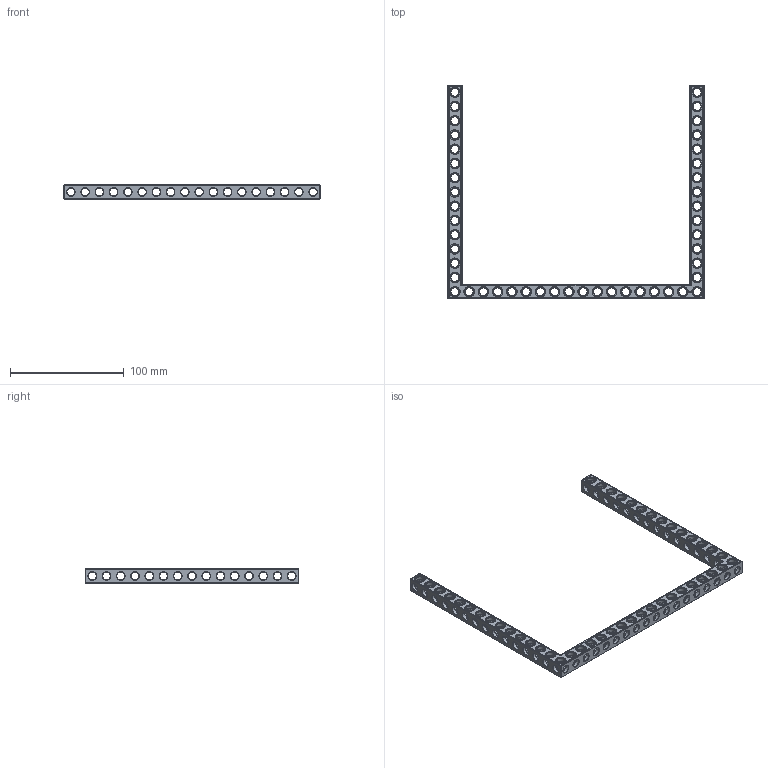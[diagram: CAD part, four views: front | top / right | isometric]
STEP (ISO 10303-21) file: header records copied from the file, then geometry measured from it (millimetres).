
FILE_DESCRIPTION(('FreeCAD Model'),'2;1');
FILE_NAME('Open CASCADE Shape Model','2022-03-06T23:02:38',('Author'),( ''),'Open CASCADE STEP processor 7.5','FreeCAD','Unknown');
FILE_SCHEMA(('AUTOMOTIVE_DESIGN { 1 0 10303 214 1 1 1 1 }'));
Products named in the file (1): Beam AGD ESS USH SYM BU18x15x01 - SPN-BEM-0607 (stemfie.org)
Bounding box: 225 x 187.5 x 12.5 mm (x, y, z)
Volume: 44945.2 mm3; surface area: 40091.1 mm2
Topology: 1 solids, 1 shells, 1033 faces, 3196 edges, 2061 vertices
Faces by surface type: plane 412, cylinder 277, cone 186, extrusion 158
Full cylindrical faces by diameter (mm): 6.98 x32, 7 x199, 9.2 x46
Entity records: 227588 total; most frequent: CARTESIAN_POINT 168196, DIRECTION 9652, ORIENTED_EDGE 6392, PCURVE 6392, DEFINITIONAL_REPRESENTATION 6392, VECTOR 5710, LINE 5552, EDGE_CURVE 3196
